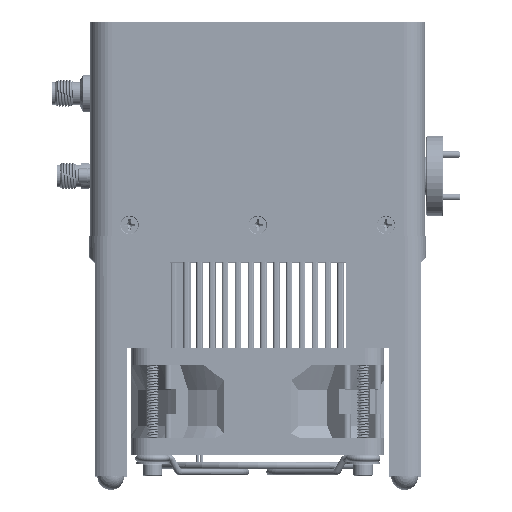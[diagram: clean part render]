
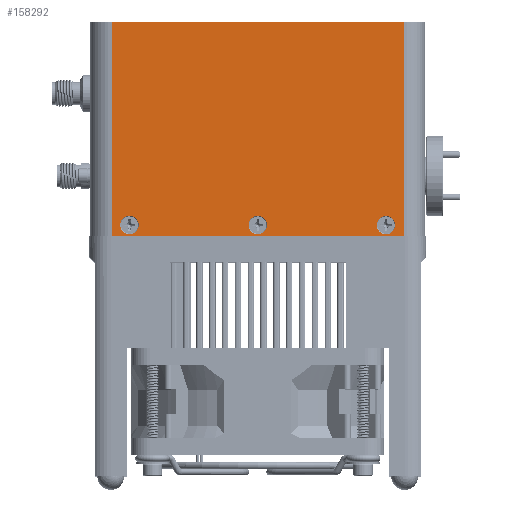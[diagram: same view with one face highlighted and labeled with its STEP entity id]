
A CAD part, top view. The second image highlights one B-rep face of the part: STEP entity #158292.
In plain terms, the highlighted planar face has unit normal (0, 0, 1).
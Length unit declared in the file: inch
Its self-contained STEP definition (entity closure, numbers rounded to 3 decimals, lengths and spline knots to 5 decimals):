
#1382 = CARTESIAN_POINT ( 'NONE',  ( -1.114, 0.1, 2.9889 ) ) ;
#3672 = EDGE_CURVE ( 'NONE', #108222, #323601, #337076, .T. ) ;
#4199 = EDGE_CURVE ( 'NONE', #247465, #297013, #12427, .T. ) ;
#5334 = EDGE_CURVE ( 'NONE', #323601, #108222, #263432, .T. ) ;
#6847 = EDGE_LOOP ( 'NONE', ( #181328, #180336 ) ) ;
#7496 = EDGE_LOOP ( 'NONE', ( #96354, #91191, #296384, #46104 ) ) ;
#8842 = CARTESIAN_POINT ( 'NONE',  ( 1.365, 2., 2.9889 ) ) ;
#12427 = LINE ( 'NONE', #120044, #173710 ) ;
#13828 = CARTESIAN_POINT ( 'NONE',  ( -1.286, 0.1, 2.9889 ) ) ;
#18042 = DIRECTION ( 'NONE',  ( 0., 0., 1. ) ) ;
#21657 = AXIS2_PLACEMENT_3D ( 'NONE', #184874, #190073, #214861 ) ;
#26369 = CARTESIAN_POINT ( 'NONE',  ( 1.365, 2., 2.9889 ) ) ;
#28853 = DIRECTION ( 'NONE',  ( 1., 0., 0. ) ) ;
#30460 = EDGE_CURVE ( 'NONE', #264301, #76436, #89184, .T. ) ;
#30697 = EDGE_CURVE ( 'NONE', #207132, #245788, #60943, .T. ) ;
#33446 = VECTOR ( 'NONE', #88272, 39.37008 ) ;
#38880 = DIRECTION ( 'NONE',  ( 0., 0., 1. ) ) ;
#40637 = DIRECTION ( 'NONE',  ( 1., 0., 0. ) ) ;
#46104 = ORIENTED_EDGE ( 'NONE', *, *, #285265, .T. ) ;
#51259 = EDGE_LOOP ( 'NONE', ( #329752, #165702 ) ) ;
#52463 = CARTESIAN_POINT ( 'NONE',  ( 1.114, 0.1, 2.9889 ) ) ;
#54223 = CARTESIAN_POINT ( 'NONE',  ( 1.286, 0.1, 2.9889 ) ) ;
#55309 = CARTESIAN_POINT ( 'NONE',  ( 1.2, 0.1, 2.9889 ) ) ;
#60943 = CIRCLE ( 'NONE', #246923, 0.086 ) ;
#65068 = VECTOR ( 'NONE', #337162, 39.37008 ) ;
#68038 = DIRECTION ( 'NONE',  ( 0., -1., 0. ) ) ;
#71665 = CARTESIAN_POINT ( 'NONE',  ( 1.365, 2., 2.9889 ) ) ;
#76436 = VERTEX_POINT ( 'NONE', #13828 ) ;
#80270 = CIRCLE ( 'NONE', #164834, 0.086 ) ;
#83084 = AXIS2_PLACEMENT_3D ( 'NONE', #109282, #190399, #271586 ) ;
#88272 = DIRECTION ( 'NONE',  ( 1., 0., 0. ) ) ;
#89184 = CIRCLE ( 'NONE', #21657, 0.086 ) ;
#91191 = ORIENTED_EDGE ( 'NONE', *, *, #215852, .F. ) ;
#93558 = CARTESIAN_POINT ( 'NONE',  ( -1.2, 0.1, 2.9889 ) ) ;
#96354 = ORIENTED_EDGE ( 'NONE', *, *, #4199, .T. ) ;
#104490 = AXIS2_PLACEMENT_3D ( 'NONE', #71665, #179287, #315204 ) ;
#108222 = VERTEX_POINT ( 'NONE', #54223 ) ;
#109282 = CARTESIAN_POINT ( 'NONE',  ( 1.2, 0.1, 2.9889 ) ) ;
#117577 = DIRECTION ( 'NONE',  ( 0., 0., 1. ) ) ;
#120044 = CARTESIAN_POINT ( 'NONE',  ( 1.365, 0., 2.9889 ) ) ;
#123495 = LINE ( 'NONE', #209908, #65068 ) ;
#125670 = DIRECTION ( 'NONE',  ( 1., 0., 0. ) ) ;
#136478 = DIRECTION ( 'NONE',  ( 0., 0., 1. ) ) ;
#136687 = EDGE_CURVE ( 'NONE', #245788, #207132, #268647, .T. ) ;
#139290 = VERTEX_POINT ( 'NONE', #307589 ) ;
#142106 = ORIENTED_EDGE ( 'NONE', *, *, #30697, .F. ) ;
#145788 = ORIENTED_EDGE ( 'NONE', *, *, #136687, .F. ) ;
#151898 = VECTOR ( 'NONE', #68038, 39.37008 ) ;
#158292 = ADVANCED_FACE ( 'NONE', ( #290392, #235762, #313476, #263968 ), #237527, .F. ) ;
#164834 = AXIS2_PLACEMENT_3D ( 'NONE', #93558, #38880, #231166 ) ;
#165702 = ORIENTED_EDGE ( 'NONE', *, *, #336645, .F. ) ;
#173710 = VECTOR ( 'NONE', #40637, 39.37008 ) ;
#175444 = EDGE_LOOP ( 'NONE', ( #142106, #145788 ) ) ;
#178611 = CARTESIAN_POINT ( 'NONE',  ( 0., 0.1, 2.9889 ) ) ;
#179287 = DIRECTION ( 'NONE',  ( 0., 0., -1. ) ) ;
#179695 = VERTEX_POINT ( 'NONE', #26369 ) ;
#180336 = ORIENTED_EDGE ( 'NONE', *, *, #5334, .F. ) ;
#181328 = ORIENTED_EDGE ( 'NONE', *, *, #3672, .F. ) ;
#184874 = CARTESIAN_POINT ( 'NONE',  ( -1.2, 0.1, 2.9889 ) ) ;
#190073 = DIRECTION ( 'NONE',  ( 0., 0., 1. ) ) ;
#190399 = DIRECTION ( 'NONE',  ( 0., 0., 1. ) ) ;
#207132 = VERTEX_POINT ( 'NONE', #309580 ) ;
#209908 = CARTESIAN_POINT ( 'NONE',  ( 1.365, 2., 2.9889 ) ) ;
#214861 = DIRECTION ( 'NONE',  ( 1., 0., 0. ) ) ;
#215852 = EDGE_CURVE ( 'NONE', #179695, #297013, #123495, .T. ) ;
#219673 = CARTESIAN_POINT ( 'NONE',  ( 1.365, 0., 2.9889 ) ) ;
#220051 = CARTESIAN_POINT ( 'NONE',  ( 0., 0.1, 2.9889 ) ) ;
#228345 = CARTESIAN_POINT ( 'NONE',  ( -0.086, 0.1, 2.9889 ) ) ;
#231166 = DIRECTION ( 'NONE',  ( 1., 0., 0. ) ) ;
#232101 = LINE ( 'NONE', #279753, #151898 ) ;
#235762 = FACE_BOUND ( 'NONE', #6847, .T. ) ;
#237527 = PLANE ( 'NONE',  #104490 ) ;
#245788 = VERTEX_POINT ( 'NONE', #228345 ) ;
#246923 = AXIS2_PLACEMENT_3D ( 'NONE', #220051, #117577, #332998 ) ;
#247465 = VERTEX_POINT ( 'NONE', #268419 ) ;
#263432 = CIRCLE ( 'NONE', #83084, 0.086 ) ;
#263968 = FACE_BOUND ( 'NONE', #51259, .T. ) ;
#264301 = VERTEX_POINT ( 'NONE', #1382 ) ;
#268419 = CARTESIAN_POINT ( 'NONE',  ( -1.365, 0., 2.9889 ) ) ;
#268647 = CIRCLE ( 'NONE', #336510, 0.086 ) ;
#271586 = DIRECTION ( 'NONE',  ( 1., 0., 0. ) ) ;
#274967 = AXIS2_PLACEMENT_3D ( 'NONE', #55309, #136478, #28853 ) ;
#279753 = CARTESIAN_POINT ( 'NONE',  ( -1.365, 2., 2.9889 ) ) ;
#285265 = EDGE_CURVE ( 'NONE', #139290, #247465, #232101, .T. ) ;
#290392 = FACE_BOUND ( 'NONE', #175444, .T. ) ;
#296384 = ORIENTED_EDGE ( 'NONE', *, *, #321292, .F. ) ;
#297013 = VERTEX_POINT ( 'NONE', #219673 ) ;
#307589 = CARTESIAN_POINT ( 'NONE',  ( -1.365, 2., 2.9889 ) ) ;
#309580 = CARTESIAN_POINT ( 'NONE',  ( 0.086, 0.1, 2.9889 ) ) ;
#313476 = FACE_OUTER_BOUND ( 'NONE', #7496, .T. ) ;
#315204 = DIRECTION ( 'NONE',  ( -1., 0., 0. ) ) ;
#320098 = LINE ( 'NONE', #8842, #33446 ) ;
#321292 = EDGE_CURVE ( 'NONE', #139290, #179695, #320098, .T. ) ;
#323601 = VERTEX_POINT ( 'NONE', #52463 ) ;
#329752 = ORIENTED_EDGE ( 'NONE', *, *, #30460, .F. ) ;
#332998 = DIRECTION ( 'NONE',  ( 1., 0., 0. ) ) ;
#336510 = AXIS2_PLACEMENT_3D ( 'NONE', #178611, #18042, #125670 ) ;
#336645 = EDGE_CURVE ( 'NONE', #76436, #264301, #80270, .T. ) ;
#337076 = CIRCLE ( 'NONE', #274967, 0.086 ) ;
#337162 = DIRECTION ( 'NONE',  ( 0., -1., 0. ) ) ;
